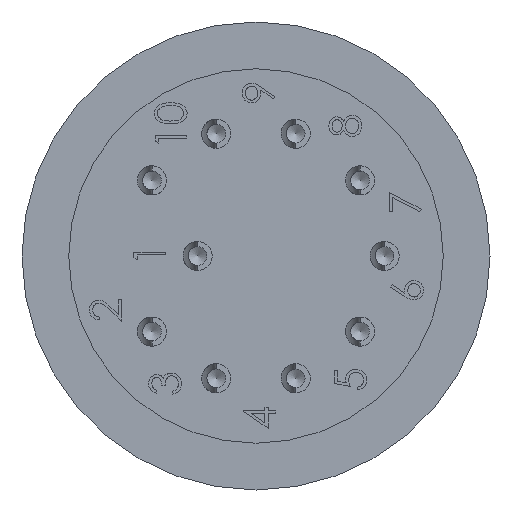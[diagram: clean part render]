
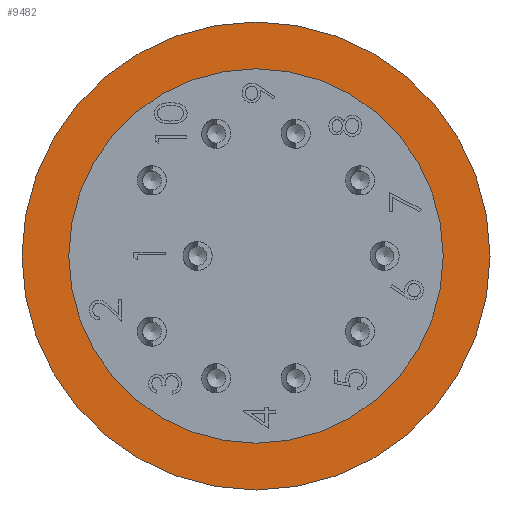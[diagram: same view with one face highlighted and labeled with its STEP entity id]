
A CAD part, left-side view. The second image highlights one B-rep face of the part: STEP entity #9482.
In plain terms, the highlighted planar face has unit normal (-1, 0, 0).
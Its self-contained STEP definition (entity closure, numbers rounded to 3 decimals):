
#291=FACE_BOUND('',#1262,.T.);
#342=PLANE('',#10194);
#679=FACE_OUTER_BOUND('',#1261,.T.);
#1261=EDGE_LOOP('',(#6859));
#1262=EDGE_LOOP('',(#6860));
#3705=CIRCLE('',#10157,15.875);
#3708=CIRCLE('',#10161,12.7);
#3944=VERTEX_POINT('',#13638);
#3947=VERTEX_POINT('',#13646);
#4941=EDGE_CURVE('',#3944,#3944,#3705,.T.);
#4946=EDGE_CURVE('',#3947,#3947,#3708,.T.);
#6859=ORIENTED_EDGE('',*,*,#4941,.T.);
#6860=ORIENTED_EDGE('',*,*,#4946,.F.);
#9482=ADVANCED_FACE('',(#679,#291),#342,.F.);
#10157=AXIS2_PLACEMENT_3D('',#13639,#10984,#10985);
#10161=AXIS2_PLACEMENT_3D('',#13648,#10994,#10995);
#10194=AXIS2_PLACEMENT_3D('',#16597,#11176,#11177);
#10984=DIRECTION('center_axis',(-1.,0.,0.));
#10985=DIRECTION('ref_axis',(0.,0.,1.));
#10994=DIRECTION('center_axis',(-1.,0.,0.));
#10995=DIRECTION('ref_axis',(0.,0.,1.));
#11176=DIRECTION('center_axis',(1.,0.,0.));
#11177=DIRECTION('ref_axis',(0.,0.,-1.));
#13638=CARTESIAN_POINT('',(-12.7,0.,-15.875));
#13639=CARTESIAN_POINT('Origin',(-12.7,0.,0.));
#13646=CARTESIAN_POINT('',(-12.7,0.,-12.7));
#13648=CARTESIAN_POINT('Origin',(-12.7,0.,0.));
#16597=CARTESIAN_POINT('Origin',(-12.7,15.875,0.));
